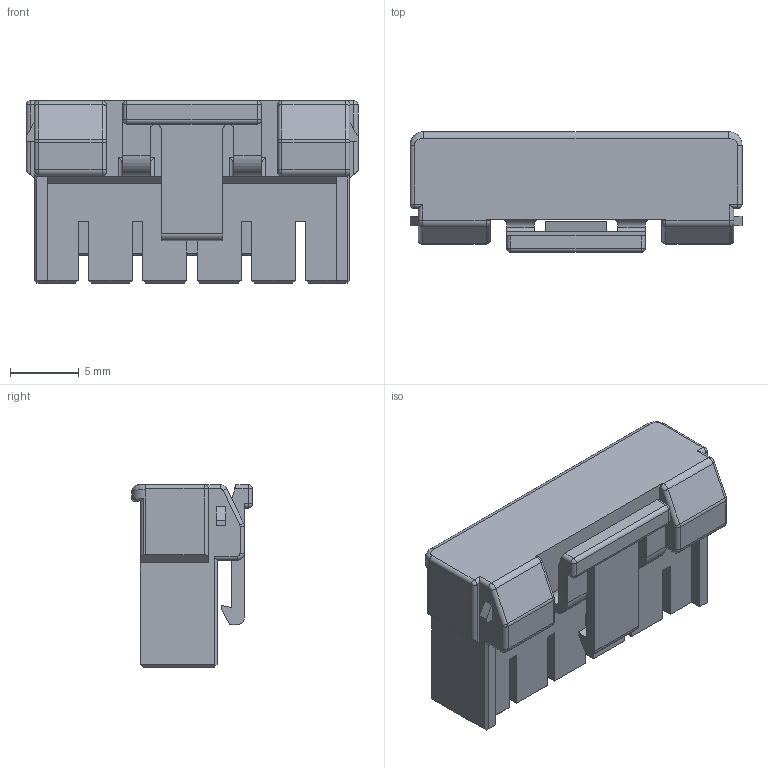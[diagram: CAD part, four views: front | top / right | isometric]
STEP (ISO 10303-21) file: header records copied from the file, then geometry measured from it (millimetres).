
FILE_DESCRIPTION(('Creo Elements/Direct Modeling STEP Export'),'2;1');
FILE_NAME('DF63-6S-3.96C.stp','2015-10-06T13:54:30',(''),(''),'Creo Elements/Direct Modeling STEP processor for AP214 (Solid Model)','Creo Elements/Direct Modeling 18.1E 22-Nov-2013 (C) Parametric Technology GmbH','');
FILE_SCHEMA(('AUTOMOTIVE_DESIGN { 1 0 10303 214 1 1 1 1 }'));
Length unit declared in the file: millimetre
Products named in the file (1): DF63-6S-3.96C
Bounding box: 24.2 x 8.8 x 13.3 mm (x, y, z)
Volume: 1663.5 mm3; surface area: 1664.2 mm2
Topology: 1 solids, 1 shells, 289 faces, 771 edges, 484 vertices
Faces by surface type: plane 212, cylinder 55, torus 14, sphere 6, bspline 2
Entity records: 9336 total; most frequent: CARTESIAN_POINT 2144, ORIENTED_EDGE 1530, DIRECTION 1425, EDGE_CURVE 765, VECTOR 629, LINE 629, VERTEX_POINT 484, AXIS2_PLACEMENT_3D 398
